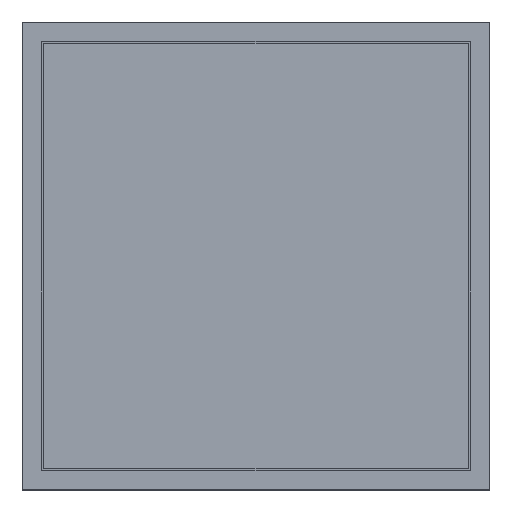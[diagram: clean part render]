
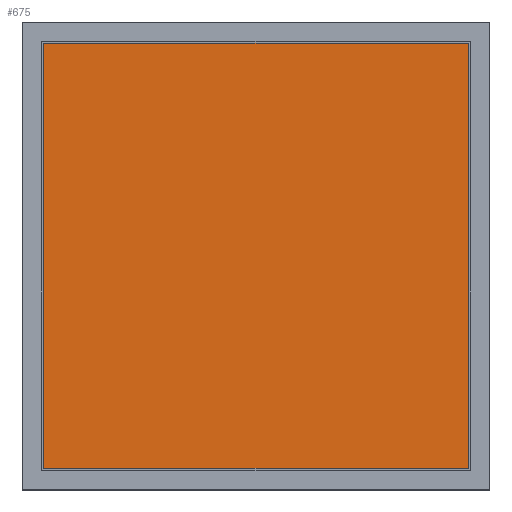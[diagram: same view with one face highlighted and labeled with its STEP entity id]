
A CAD part, top view. The second image highlights one B-rep face of the part: STEP entity #675.
In plain terms, the highlighted planar face has unit normal (0, 0, 1).
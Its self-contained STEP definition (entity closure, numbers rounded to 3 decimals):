
#675 = ADVANCED_FACE( '', ( #1830 ), #1831, .T. );
#1830 = FACE_OUTER_BOUND( '', #3493, .T. );
#1831 = PLANE( '', #3494 );
#3493 = EDGE_LOOP( '', ( #5511, #5512, #5513, #5514 ) );
#3494 = AXIS2_PLACEMENT_3D( '', #5515, #5516, #5517 );
#5511 = ORIENTED_EDGE( '', *, *, #10754, .T. );
#5512 = ORIENTED_EDGE( '', *, *, #10755, .T. );
#5513 = ORIENTED_EDGE( '', *, *, #10756, .T. );
#5514 = ORIENTED_EDGE( '', *, *, #10757, .T. );
#5515 = CARTESIAN_POINT( '', ( -6., -6., 8.2 ) );
#5516 = DIRECTION( '', ( 0., 0., 1. ) );
#5517 = DIRECTION( '', ( 1., 0., 0. ) );
#10754 = EDGE_CURVE( '', #13044, #13045, #13046, .T. );
#10755 = EDGE_CURVE( '', #13045, #13047, #13048, .T. );
#10756 = EDGE_CURVE( '', #13047, #13049, #13050, .T. );
#10757 = EDGE_CURVE( '', #13049, #13044, #13051, .T. );
#13044 = VERTEX_POINT( '', #16394 );
#13045 = VERTEX_POINT( '', #16395 );
#13046 = LINE( '', #16396, #16397 );
#13047 = VERTEX_POINT( '', #16398 );
#13048 = LINE( '', #16399, #16400 );
#13049 = VERTEX_POINT( '', #16401 );
#13050 = LINE( '', #16402, #16403 );
#13051 = LINE( '', #16404, #16405 );
#16394 = CARTESIAN_POINT( '', ( -5.45, -5.45, 8.2 ) );
#16395 = CARTESIAN_POINT( '', ( 5.45, -5.45, 8.2 ) );
#16396 = CARTESIAN_POINT( '', ( -5.45, -5.45, 8.2 ) );
#16397 = VECTOR( '', #20915, 1000. );
#16398 = CARTESIAN_POINT( '', ( 5.45, 5.45, 8.2 ) );
#16399 = CARTESIAN_POINT( '', ( 5.45, -5.45, 8.2 ) );
#16400 = VECTOR( '', #20916, 1000. );
#16401 = CARTESIAN_POINT( '', ( -5.45, 5.45, 8.2 ) );
#16402 = CARTESIAN_POINT( '', ( 5.45, 5.45, 8.2 ) );
#16403 = VECTOR( '', #20917, 1000. );
#16404 = CARTESIAN_POINT( '', ( -5.45, 5.45, 8.2 ) );
#16405 = VECTOR( '', #20918, 1000. );
#20915 = DIRECTION( '', ( 1., 0., 0. ) );
#20916 = DIRECTION( '', ( 0., 1., 0. ) );
#20917 = DIRECTION( '', ( -1., 0., 0. ) );
#20918 = DIRECTION( '', ( 0., -1., 0. ) );
